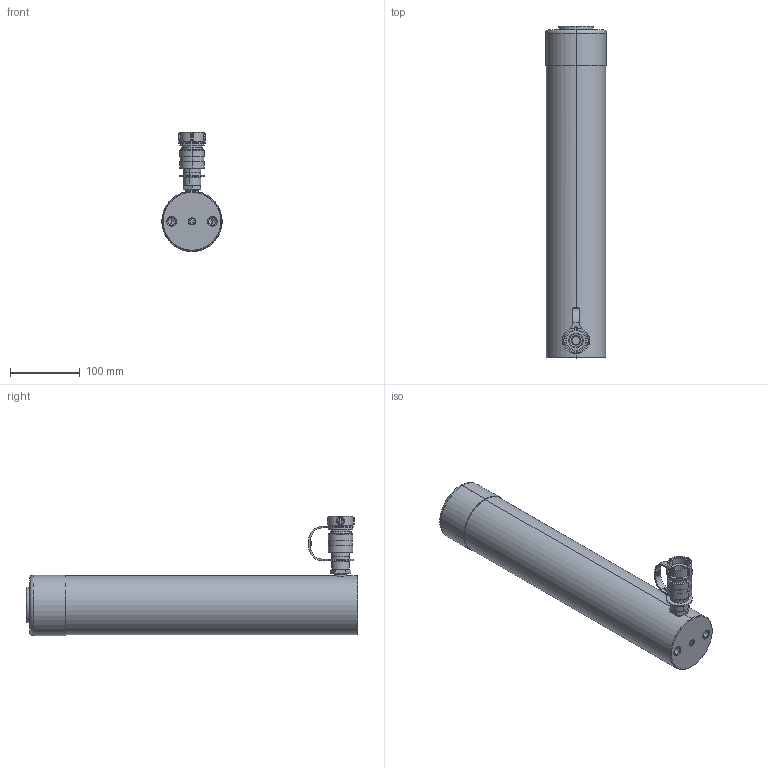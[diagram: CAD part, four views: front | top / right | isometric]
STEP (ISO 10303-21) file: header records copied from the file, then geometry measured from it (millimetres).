
FILE_DESCRIPTION (( 'STEP AP214' ), '1' );
FILE_NAME ('H2514.STEP', '2016-07-04T07:29:06', ( '' ), ( '' ), 'SwSTEP 2.0', 'SolidWorks 2016', '' );
FILE_SCHEMA (( 'AUTOMOTIVE_DESIGN' ));
Length unit declared in the file: millimetre
Products named in the file (1): H2514
Bounding box: 87 x 477.29 x 171.37 mm (x, y, z)
Volume: 2148061.4 mm3; surface area: 443290 mm2
Topology: 13 solids, 13 shells, 650 faces, 1536 edges, 955 vertices
Faces by surface type: cylinder 228, plane 197, cone 114, bspline 73, torus 30, sphere 8
Entity records: 29805 total; most frequent: CARTESIAN_POINT 7802, ORIENTED_EDGE 3048, DIRECTION 3027, EDGE_CURVE 1524, AXIS2_PLACEMENT_3D 1184, VERTEX_POINT 955, EDGE_LOOP 729, UNCERTAINTY_MEASURE_WITH_UNIT 665
